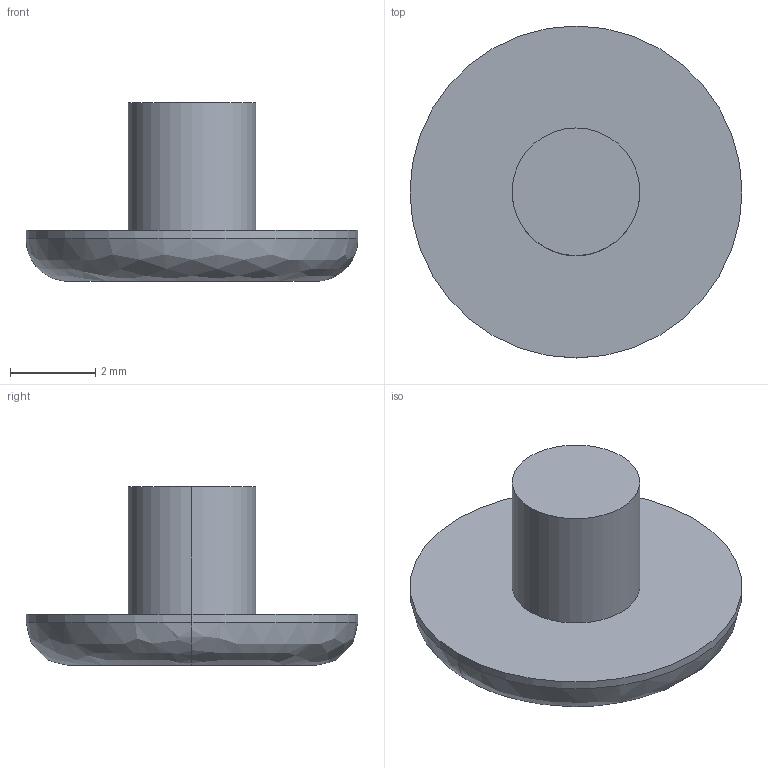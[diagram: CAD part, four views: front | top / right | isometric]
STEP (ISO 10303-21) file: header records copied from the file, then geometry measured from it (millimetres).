
FILE_DESCRIPTION (( 'STEP AP203' ), '1' );
FILE_NAME ('Niete Touch.step', '2017-06-22T15:56:03', ( '' ), ( '' ), 'SwSTEP 2.0', 'SolidWorks 2016', '' );
FILE_SCHEMA (( 'CONFIG_CONTROL_DESIGN' ));
Length unit declared in the file: millimetre
Products named in the file (1): Niete Touch
Bounding box: 7.8 x 7.8 x 4.2 mm (x, y, z)
Surface area: 142.3 mm2 (no closed solid volume)
Topology: 0 solids, 1 shells, 9 faces, 16 edges, 10 vertices
Faces by surface type: cylinder 4, plane 3, bspline 2
Entity records: 323 total; most frequent: CARTESIAN_POINT 72, DIRECTION 40, ORIENTED_EDGE 32, AXIS2_PLACEMENT_3D 18, EDGE_CURVE 16, VERTEX_POINT 10, EDGE_LOOP 10, CIRCLE 10
